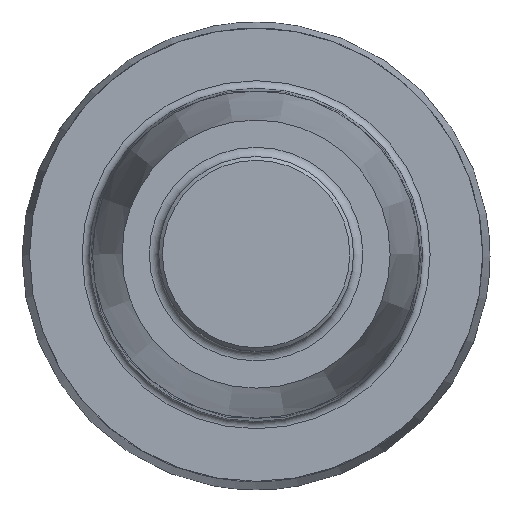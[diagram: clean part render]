
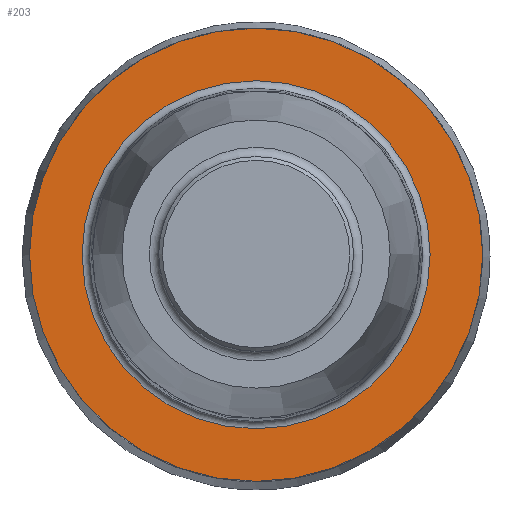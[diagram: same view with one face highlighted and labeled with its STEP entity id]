
A CAD part, top view. The second image highlights one B-rep face of the part: STEP entity #203.
In plain terms, the highlighted planar face has unit normal (0, 0, 1).
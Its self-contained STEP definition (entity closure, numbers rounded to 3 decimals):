
#172=FACE_BOUND('',#268,.T.);
#173=FACE_BOUND('',#269,.T.);
#203=ADVANCED_FACE('',(#172,#173),#226,.F.);
#226=PLANE('',#615);
#268=EDGE_LOOP('',(#334));
#269=EDGE_LOOP('',(#335));
#334=ORIENTED_EDGE('',*,*,#452,.T.);
#335=ORIENTED_EDGE('',*,*,#451,.F.);
#414=VERTEX_POINT('',#1005);
#415=VERTEX_POINT('',#1008);
#451=EDGE_CURVE('',#414,#414,#483,.T.);
#452=EDGE_CURVE('',#415,#415,#484,.T.);
#483=CIRCLE('',#612,12.1);
#484=CIRCLE('',#614,9.292);
#612=AXIS2_PLACEMENT_3D('',#1004,#715,#716);
#614=AXIS2_PLACEMENT_3D('',#1007,#719,#720);
#615=AXIS2_PLACEMENT_3D('',#1009,#721,#722);
#715=DIRECTION('',(0.,0.,-1.));
#716=DIRECTION('',(-1.,0.,0.));
#719=DIRECTION('',(0.,0.,-1.));
#720=DIRECTION('',(-1.,0.,0.));
#721=DIRECTION('',(0.,0.,-1.));
#722=DIRECTION('',(-1.,0.,0.));
#1004=CARTESIAN_POINT('',(0.,0.,0.));
#1005=CARTESIAN_POINT('',(-12.1,0.,0.));
#1007=CARTESIAN_POINT('',(0.,0.,0.));
#1008=CARTESIAN_POINT('',(-9.292,0.,0.));
#1009=CARTESIAN_POINT('',(-8.907,0.,0.));
